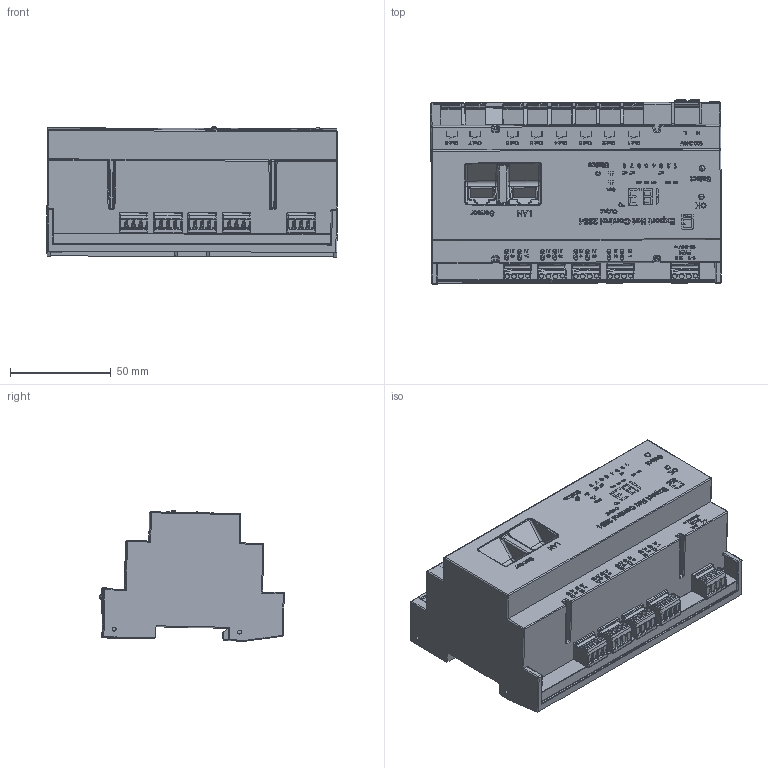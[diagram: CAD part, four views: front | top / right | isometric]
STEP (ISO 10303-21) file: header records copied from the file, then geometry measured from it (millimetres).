
FILE_DESCRIPTION (( 'STEP AP214' ), '1' );
FILE_NAME ('2304.STEP', '2023-02-02T17:20:22', ( '' ), ( '' ), 'SwSTEP 2.0', 'SolidWorks 2018', '' );
FILE_SCHEMA (( 'AUTOMOTIVE_DESIGN' ));
Length unit declared in the file: millimetre
Products named in the file (1): 2304
Bounding box: 143.84 x 91.33 x 64.58 mm (x, y, z)
Volume: 540306.3 mm3; surface area: 70502.8 mm2
Topology: 232 solids, 232 shells, 6045 faces, 15097 edges, 9417 vertices
Faces by surface type: plane 2405, bspline 1976, cylinder 1229, sphere 364, torus 71
Entity records: 286894 total; most frequent: CARTESIAN_POINT 105478, ORIENTED_EDGE 29738, DIRECTION 20797, EDGE_CURVE 14869, VERTEX_POINT 9314, VECTOR 7769, LINE 7769, AXIS2_PLACEMENT_3D 6514
